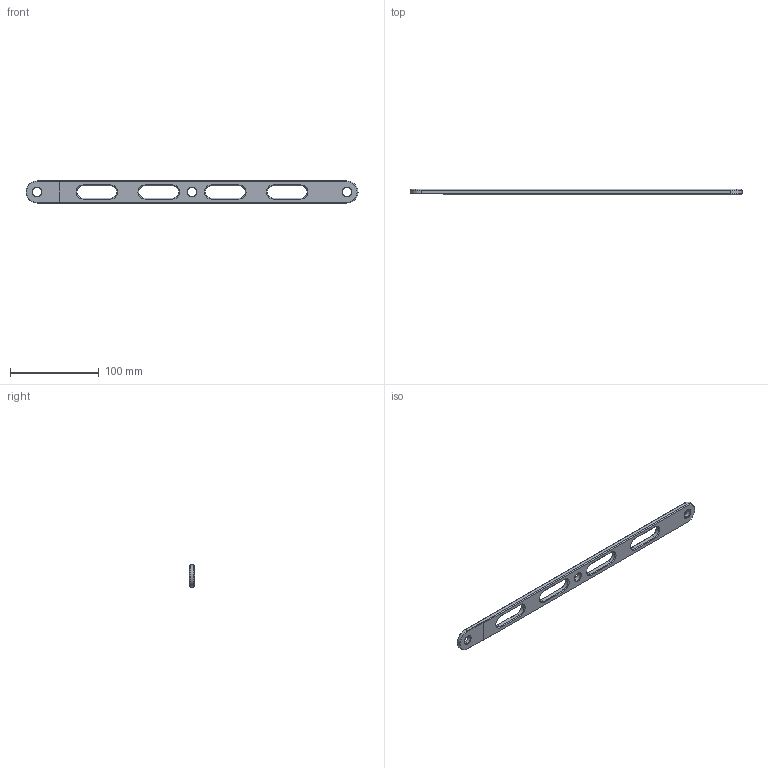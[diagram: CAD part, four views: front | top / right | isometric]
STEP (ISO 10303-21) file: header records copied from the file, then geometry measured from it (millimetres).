
FILE_DESCRIPTION (( 'STEP AP214' ), '1' );
FILE_NAME ('Barre de frein 3.STEP', '2021-01-04T19:50:34', ( '' ), ( '' ), 'SwSTEP 2.0', 'SolidWorks 2019', '' );
FILE_SCHEMA (( 'AUTOMOTIVE_DESIGN' ));
Length unit declared in the file: millimetre
Products named in the file (1): Barre de frein 3
Bounding box: 375 x 6 x 25 mm (x, y, z)
Volume: 37929 mm3; surface area: 19563.3 mm2
Topology: 1 solids, 1 shells, 84 faces, 194 edges, 112 vertices
Faces by surface type: plane 36, cone 32, cylinder 16
Entity records: 2388 total; most frequent: DIRECTION 428, CARTESIAN_POINT 391, ORIENTED_EDGE 388, EDGE_CURVE 194, AXIS2_PLACEMENT_3D 149, VECTOR 130, LINE 130, VERTEX_POINT 112
